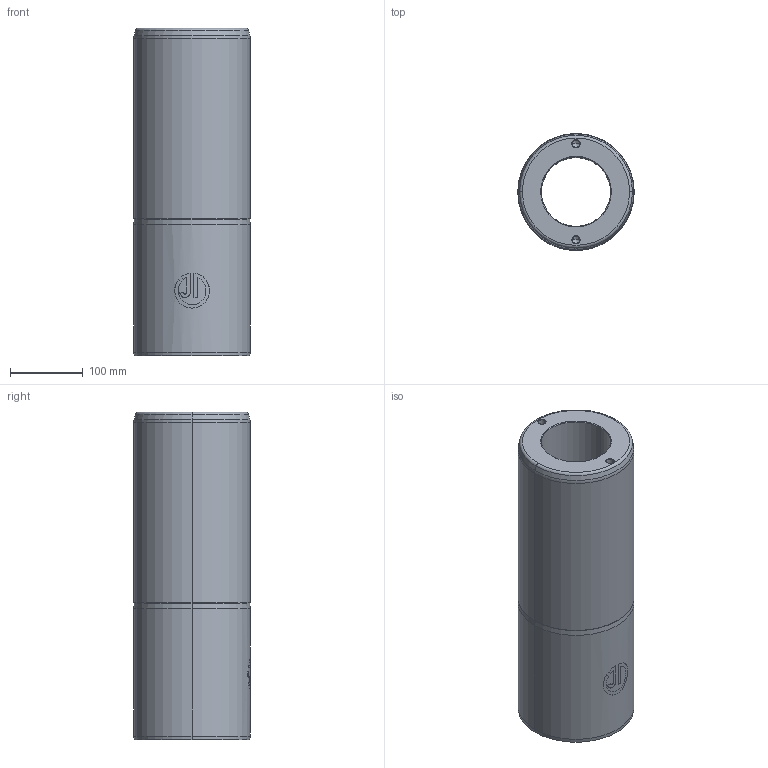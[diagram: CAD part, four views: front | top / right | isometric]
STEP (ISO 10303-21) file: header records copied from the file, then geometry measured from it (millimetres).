
FILE_DESCRIPTION (( 'STEP AP214' ), '1' );
FILE_NAME ('JGPMB-D160-L450.STEP', '2021-10-07T02:24:33', ( '' ), ( '' ), 'SwSTEP 2.0', 'SolidWorks 2016', '' );
FILE_SCHEMA (( 'AUTOMOTIVE_DESIGN' ));
Length unit declared in the file: millimetre
Products named in the file (2): JGPMB-D160-L450
Bounding box: 160 x 160 x 450 mm (x, y, z)
Volume: 5840617.9 mm3; surface area: 386080.6 mm2
Topology: 1 solids, 1 shells, 54 faces, 122 edges, 70 vertices
Faces by surface type: cone 18, cylinder 12, torus 8, plane 8, bspline 8
Entity records: 3693 total; most frequent: CARTESIAN_POINT 2454, DIRECTION 238, ORIENTED_EDGE 236, EDGE_CURVE 118, AXIS2_PLACEMENT_3D 100, VERTEX_POINT 70, EDGE_LOOP 60, FACE_OUTER_BOUND 54
